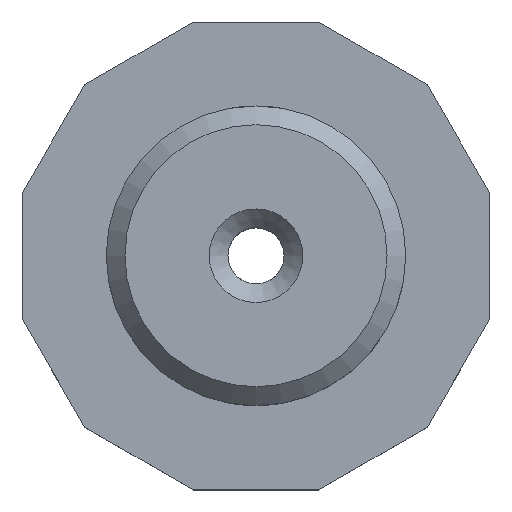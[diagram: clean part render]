
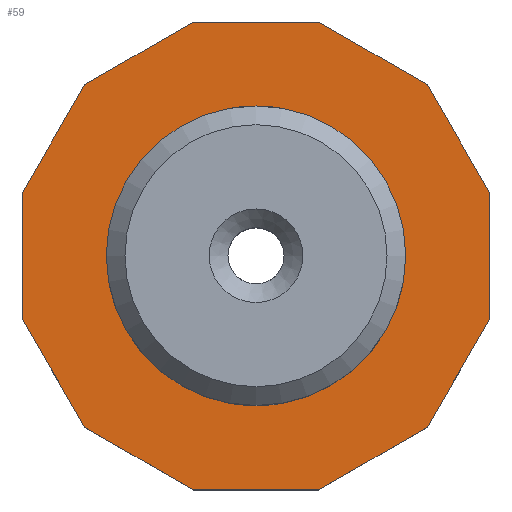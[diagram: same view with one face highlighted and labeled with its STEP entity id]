
A CAD part, top view. The second image highlights one B-rep face of the part: STEP entity #59.
In plain terms, the highlighted planar face has unit normal (0, 0, 1).
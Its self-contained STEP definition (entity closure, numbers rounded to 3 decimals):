
#59=ADVANCED_FACE('',(#200,#202),#204,.T.);
#200=FACE_BOUND('',#201,.T.);
#201=EDGE_LOOP('',(#526,#527,#528,#529,#530,#531,#532,#533,#534,#535,#536,#537));
#202=FACE_BOUND('',#203,.T.);
#203=EDGE_LOOP('',(#538));
#204=PLANE('',#205);
#205=AXIS2_PLACEMENT_3D('',#206,#207,#208);
#206=CARTESIAN_POINT('',(0.,0.,3.));
#207=DIRECTION('',(0.,0.,1.));
#208=DIRECTION('',(-1.,0.,0.));
#526=ORIENTED_EDGE('',*,*,#730,.T.);
#527=ORIENTED_EDGE('',*,*,#731,.T.);
#528=ORIENTED_EDGE('',*,*,#732,.T.);
#529=ORIENTED_EDGE('',*,*,#733,.T.);
#530=ORIENTED_EDGE('',*,*,#734,.T.);
#531=ORIENTED_EDGE('',*,*,#735,.T.);
#532=ORIENTED_EDGE('',*,*,#736,.T.);
#533=ORIENTED_EDGE('',*,*,#737,.T.);
#534=ORIENTED_EDGE('',*,*,#738,.T.);
#535=ORIENTED_EDGE('',*,*,#739,.T.);
#536=ORIENTED_EDGE('',*,*,#740,.T.);
#537=ORIENTED_EDGE('',*,*,#741,.T.);
#538=ORIENTED_EDGE('',*,*,#697,.F.);
#697=EDGE_CURVE('',#805,#805,#806,.T.);
#730=EDGE_CURVE('',#869,#870,#871,.T.);
#731=EDGE_CURVE('',#870,#872,#873,.T.);
#732=EDGE_CURVE('',#872,#874,#875,.T.);
#733=EDGE_CURVE('',#874,#876,#877,.T.);
#734=EDGE_CURVE('',#876,#878,#879,.T.);
#735=EDGE_CURVE('',#878,#880,#881,.T.);
#736=EDGE_CURVE('',#880,#882,#883,.T.);
#737=EDGE_CURVE('',#882,#884,#885,.T.);
#738=EDGE_CURVE('',#884,#886,#887,.T.);
#739=EDGE_CURVE('',#886,#888,#889,.T.);
#740=EDGE_CURVE('',#888,#890,#891,.T.);
#741=EDGE_CURVE('',#890,#869,#892,.T.);
#805=VERTEX_POINT('',#986);
#806=CIRCLE('',#987,8.);
#869=VERTEX_POINT('',#1254);
#870=VERTEX_POINT('',#1255);
#871=LINE('',#1256,#1257);
#872=VERTEX_POINT('',#1259);
#873=LINE('',#1260,#1261);
#874=VERTEX_POINT('',#1263);
#875=LINE('',#1264,#1265);
#876=VERTEX_POINT('',#1267);
#877=LINE('',#1268,#1269);
#878=VERTEX_POINT('',#1271);
#879=LINE('',#1272,#1273);
#880=VERTEX_POINT('',#1275);
#881=LINE('',#1276,#1277);
#882=VERTEX_POINT('',#1279);
#883=LINE('',#1280,#1281);
#884=VERTEX_POINT('',#1283);
#885=LINE('',#1284,#1285);
#886=VERTEX_POINT('',#1287);
#887=LINE('',#1288,#1289);
#888=VERTEX_POINT('',#1291);
#889=LINE('',#1292,#1293);
#890=VERTEX_POINT('',#1295);
#891=LINE('',#1296,#1297);
#892=LINE('',#1299,#1300);
#986=CARTESIAN_POINT('',(-8.,0.,3.));
#987=AXIS2_PLACEMENT_3D('',#988,#989,#990);
#988=CARTESIAN_POINT('',(0.,0.,3.));
#989=DIRECTION('',(0.,0.,1.));
#990=DIRECTION('',(-1.,0.,0.));
#1254=CARTESIAN_POINT('',(-9.151,-9.151,3.));
#1255=CARTESIAN_POINT('',(-3.349,-12.5,3.));
#1256=CARTESIAN_POINT('',(-9.151,-9.151,3.));
#1257=VECTOR('',#1258,1.);
#1258=DIRECTION('',(0.866,-0.5,0.));
#1259=CARTESIAN_POINT('',(3.349,-12.5,3.));
#1260=CARTESIAN_POINT('',(-3.349,-12.5,3.));
#1261=VECTOR('',#1262,1.);
#1262=DIRECTION('',(1.,0.,0.));
#1263=CARTESIAN_POINT('',(9.151,-9.151,3.));
#1264=CARTESIAN_POINT('',(3.349,-12.5,3.));
#1265=VECTOR('',#1266,1.);
#1266=DIRECTION('',(0.866,0.5,0.));
#1267=CARTESIAN_POINT('',(12.5,-3.349,3.));
#1268=CARTESIAN_POINT('',(9.151,-9.151,3.));
#1269=VECTOR('',#1270,1.);
#1270=DIRECTION('',(0.5,0.866,0.));
#1271=CARTESIAN_POINT('',(12.5,3.349,3.));
#1272=CARTESIAN_POINT('',(12.5,-3.349,3.));
#1273=VECTOR('',#1274,1.);
#1274=DIRECTION('',(0.,1.,0.));
#1275=CARTESIAN_POINT('',(9.151,9.151,3.));
#1276=CARTESIAN_POINT('',(12.5,3.349,3.));
#1277=VECTOR('',#1278,1.);
#1278=DIRECTION('',(-0.5,0.866,0.));
#1279=CARTESIAN_POINT('',(3.349,12.5,3.));
#1280=CARTESIAN_POINT('',(9.151,9.151,3.));
#1281=VECTOR('',#1282,1.);
#1282=DIRECTION('',(-0.866,0.5,0.));
#1283=CARTESIAN_POINT('',(-3.349,12.5,3.));
#1284=CARTESIAN_POINT('',(3.349,12.5,3.));
#1285=VECTOR('',#1286,1.);
#1286=DIRECTION('',(-1.,0.,0.));
#1287=CARTESIAN_POINT('',(-9.151,9.151,3.));
#1288=CARTESIAN_POINT('',(-3.349,12.5,3.));
#1289=VECTOR('',#1290,1.);
#1290=DIRECTION('',(-0.866,-0.5,0.));
#1291=CARTESIAN_POINT('',(-12.5,3.349,3.));
#1292=CARTESIAN_POINT('',(-9.151,9.151,3.));
#1293=VECTOR('',#1294,1.);
#1294=DIRECTION('',(-0.5,-0.866,0.));
#1295=CARTESIAN_POINT('',(-12.5,-3.349,3.));
#1296=CARTESIAN_POINT('',(-12.5,3.349,3.));
#1297=VECTOR('',#1298,1.);
#1298=DIRECTION('',(0.,-1.,0.));
#1299=CARTESIAN_POINT('',(-12.5,-3.349,3.));
#1300=VECTOR('',#1301,1.);
#1301=DIRECTION('',(0.5,-0.866,0.));
